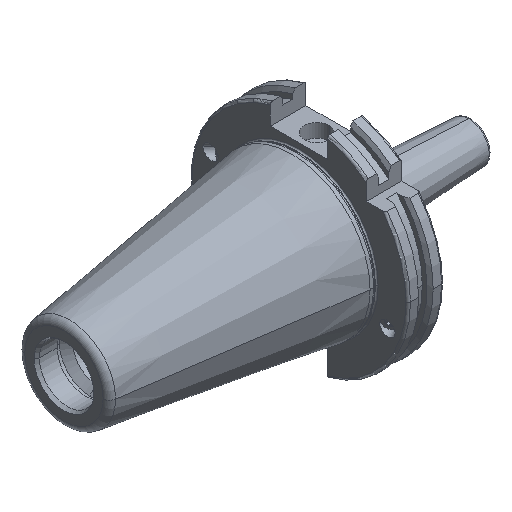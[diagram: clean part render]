
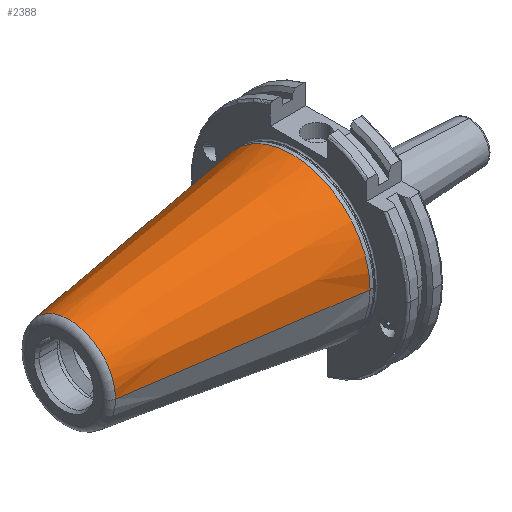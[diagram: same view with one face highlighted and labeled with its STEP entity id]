
A CAD part, isometric view. The second image highlights one B-rep face of the part: STEP entity #2388.
In plain terms, the highlighted conical face has half-angle 8.297 degrees and reference radius 34.925 mm.
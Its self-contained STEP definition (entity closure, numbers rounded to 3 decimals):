
#151 = AXIS2_PLACEMENT_3D ( 'NONE', #3910, #430, #6741 ) ;
#234 = EDGE_LOOP ( 'NONE', ( #2811, #2031, #5311, #5639 ) ) ;
#323 = CIRCLE ( 'NONE', #6289, 20.461 ) ;
#430 = DIRECTION ( 'NONE',  ( 1., 0., 0. ) ) ;
#704 = CARTESIAN_POINT ( 'NONE',  ( -99.183, -20.461, 0. ) ) ;
#935 = VERTEX_POINT ( 'NONE', #2078 ) ;
#1032 = VERTEX_POINT ( 'NONE', #5482 ) ;
#1075 = EDGE_CURVE ( 'NONE', #4104, #1706, #323, .T. ) ;
#1078 = DIRECTION ( 'NONE',  ( 0.99, -0.144, 0. ) ) ;
#1107 = EDGE_CURVE ( 'NONE', #1032, #935, #4156, .T. ) ;
#1448 = CARTESIAN_POINT ( 'NONE',  ( 0., 34.925, 0. ) ) ;
#1528 = DIRECTION ( 'NONE',  ( -1., 0., 0. ) ) ;
#1706 = VERTEX_POINT ( 'NONE', #5048 ) ;
#2031 = ORIENTED_EDGE ( 'NONE', *, *, #7220, .T. ) ;
#2078 = CARTESIAN_POINT ( 'NONE',  ( 0., 34.925, 0. ) ) ;
#2388 = ADVANCED_FACE ( 'NONE', ( #2577 ), #6813, .T. ) ;
#2550 = DIRECTION ( 'NONE',  ( -1., 0., 0. ) ) ;
#2577 = FACE_OUTER_BOUND ( 'NONE', #234, .T. ) ;
#2608 = CARTESIAN_POINT ( 'NONE',  ( 0., -34.925, 0. ) ) ;
#2811 = ORIENTED_EDGE ( 'NONE', *, *, #1075, .F. ) ;
#3134 = CARTESIAN_POINT ( 'NONE',  ( -99.183, 0., 0. ) ) ;
#3701 = AXIS2_PLACEMENT_3D ( 'NONE', #4336, #1528, #6591 ) ;
#3717 = LINE ( 'NONE', #1448, #3844 ) ;
#3844 = VECTOR ( 'NONE', #7060, 1000. ) ;
#3910 = CARTESIAN_POINT ( 'NONE',  ( 0., 0., 0. ) ) ;
#4104 = VERTEX_POINT ( 'NONE', #704 ) ;
#4156 = CIRCLE ( 'NONE', #3701, 34.925 ) ;
#4336 = CARTESIAN_POINT ( 'NONE',  ( 0., 0., 0. ) ) ;
#5048 = CARTESIAN_POINT ( 'NONE',  ( -99.183, 20.461, 0. ) ) ;
#5311 = ORIENTED_EDGE ( 'NONE', *, *, #1107, .T. ) ;
#5369 = VECTOR ( 'NONE', #1078, 1000. ) ;
#5440 = DIRECTION ( 'NONE',  ( 0., -1., 0. ) ) ;
#5482 = CARTESIAN_POINT ( 'NONE',  ( 0., -34.925, 0. ) ) ;
#5639 = ORIENTED_EDGE ( 'NONE', *, *, #6375, .F. ) ;
#6071 = LINE ( 'NONE', #2608, #5369 ) ;
#6289 = AXIS2_PLACEMENT_3D ( 'NONE', #3134, #2550, #5440 ) ;
#6375 = EDGE_CURVE ( 'NONE', #1706, #935, #3717, .T. ) ;
#6591 = DIRECTION ( 'NONE',  ( 0., -1., 0. ) ) ;
#6741 = DIRECTION ( 'NONE',  ( 0., 1., 0. ) ) ;
#6813 = CONICAL_SURFACE ( 'NONE', #151, 34.925, 0.145 ) ;
#7060 = DIRECTION ( 'NONE',  ( 0.99, 0.144, 0. ) ) ;
#7220 = EDGE_CURVE ( 'NONE', #4104, #1032, #6071, .T. ) ;
